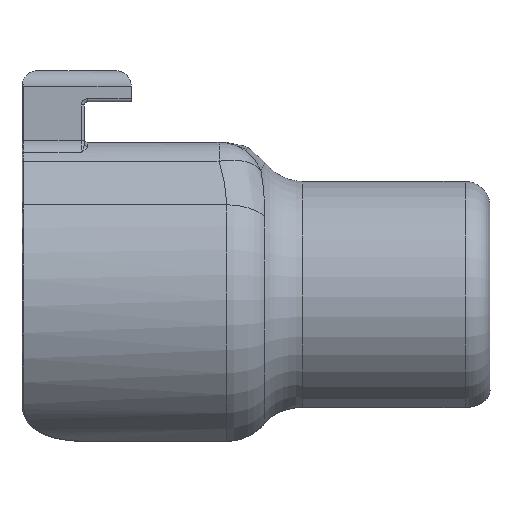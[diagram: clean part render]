
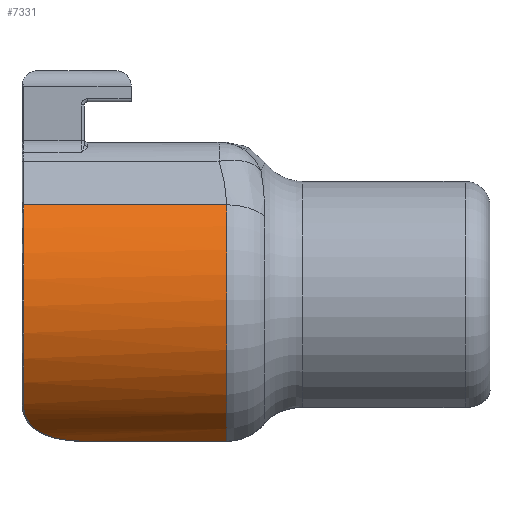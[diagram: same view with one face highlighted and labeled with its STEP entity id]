
A CAD part, left-side view. The second image highlights one B-rep face of the part: STEP entity #7331.
In plain terms, the highlighted cylindrical face has radius 50 mm (diameter 100 mm), a partial arc.
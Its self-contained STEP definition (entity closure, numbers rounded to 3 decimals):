
#166=CYLINDRICAL_SURFACE('',#7712,50.);
#504=LINE('',#23833,#934);
#514=LINE('',#24159,#944);
#934=VECTOR('',#8564,10.);
#944=VECTOR('',#8628,10.);
#1597=FACE_OUTER_BOUND('',#2034,.T.);
#2034=EDGE_LOOP('',(#6300,#6301,#6302,#6303,#6304));
#2640=B_SPLINE_CURVE_WITH_KNOTS('',3,(#23823,#23824,#23825,#23826,#23827,
#23828,#23829),.UNSPECIFIED.,.F.,.F.,(4,1,1,1,4),(0.,0.898,
1.796,2.694,3.143),.UNSPECIFIED.);
#2812=CIRCLE('',#7681,50.);
#2830=CIRCLE('',#7713,50.);
#3476=VERTEX_POINT('',#23772);
#3477=VERTEX_POINT('',#23776);
#3478=VERTEX_POINT('',#23821);
#3479=VERTEX_POINT('',#23831);
#3492=VERTEX_POINT('',#24158);
#4477=EDGE_CURVE('',#3477,#3476,#2812,.T.);
#4479=EDGE_CURVE('',#3478,#3477,#2640,.T.);
#4481=EDGE_CURVE('',#3479,#3478,#504,.T.);
#4514=EDGE_CURVE('',#3492,#3476,#514,.T.);
#4516=EDGE_CURVE('',#3492,#3479,#2830,.T.);
#6300=ORIENTED_EDGE('',*,*,#4477,.F.);
#6301=ORIENTED_EDGE('',*,*,#4479,.F.);
#6302=ORIENTED_EDGE('',*,*,#4481,.F.);
#6303=ORIENTED_EDGE('',*,*,#4516,.F.);
#6304=ORIENTED_EDGE('',*,*,#4514,.T.);
#7331=ADVANCED_FACE('',(#1597),#166,.T.);
#7681=AXIS2_PLACEMENT_3D('',#23778,#8556,#8557);
#7712=AXIS2_PLACEMENT_3D('',#24165,#8629,#8630);
#7713=AXIS2_PLACEMENT_3D('',#24166,#8631,#8632);
#8556=DIRECTION('center_axis',(0.,1.,0.));
#8557=DIRECTION('ref_axis',(-0.999,0.,-0.052));
#8564=DIRECTION('',(0.,1.,0.));
#8628=DIRECTION('',(0.,1.,0.));
#8629=DIRECTION('center_axis',(0.,1.,0.));
#8630=DIRECTION('ref_axis',(0.,0.,1.));
#8631=DIRECTION('center_axis',(0.,-1.,0.));
#8632=DIRECTION('ref_axis',(0.,0.,-1.));
#23772=CARTESIAN_POINT('',(-40.,149.5,30.));
#23776=CARTESIAN_POINT('',(-36.808,149.5,-33.841));
#23778=CARTESIAN_POINT('Origin',(0.,149.5,0.));
#23821=CARTESIAN_POINT('',(-20.156,130.,-45.758));
#23823=CARTESIAN_POINT('Ctrl Pts',(-20.156,130.,-45.758));
#23824=CARTESIAN_POINT('Ctrl Pts',(-20.156,132.993,-45.758));
#23825=CARTESIAN_POINT('Ctrl Pts',(-21.486,138.978,-45.207));
#23826=CARTESIAN_POINT('Ctrl Pts',(-26.841,146.018,-42.409));
#23827=CARTESIAN_POINT('Ctrl Pts',(-32.567,149.068,-38.158));
#23828=CARTESIAN_POINT('Ctrl Pts',(-35.784,149.5,-34.954));
#23829=CARTESIAN_POINT('Ctrl Pts',(-36.808,149.5,-33.841));
#23831=CARTESIAN_POINT('',(-20.156,84.367,-45.758));
#23833=CARTESIAN_POINT('',(-20.156,0.,-45.758));
#24158=CARTESIAN_POINT('',(-40.,84.367,30.));
#24159=CARTESIAN_POINT('',(-40.,0.,30.));
#24165=CARTESIAN_POINT('Origin',(0.,0.,0.));
#24166=CARTESIAN_POINT('Origin',(0.,84.367,
0.));
